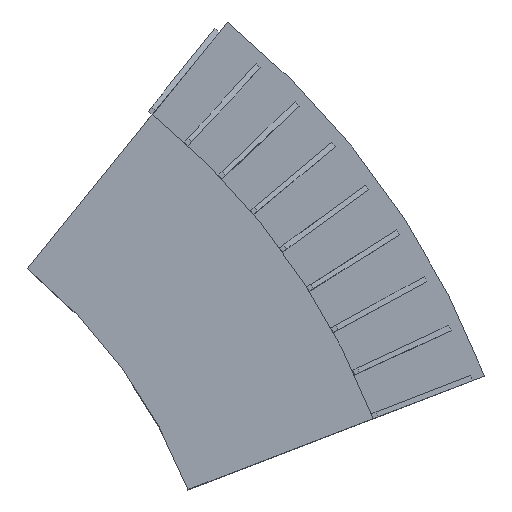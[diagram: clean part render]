
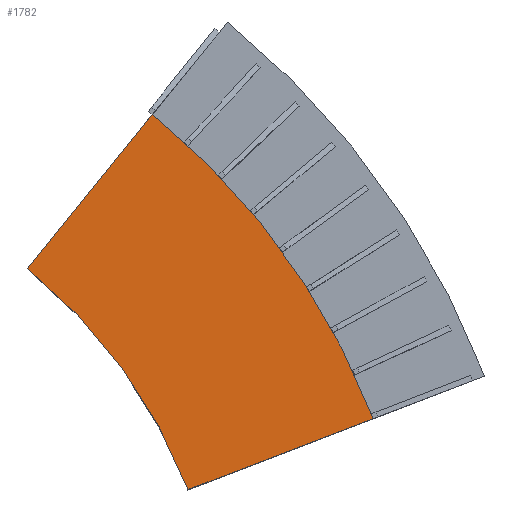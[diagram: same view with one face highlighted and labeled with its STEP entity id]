
A CAD part, top view. The second image highlights one B-rep face of the part: STEP entity #1782.
In plain terms, the highlighted planar face has unit normal (0, 0, 1).
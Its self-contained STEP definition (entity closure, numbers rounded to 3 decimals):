
#1664 = EDGE_CURVE('',#1665,#1667,#1669,.T.);
#1665 = VERTEX_POINT('',#1666);
#1666 = CARTESIAN_POINT('',(2605.856,1000.295,15.625)
  );
#1667 = VERTEX_POINT('',#1668);
#1668 = CARTESIAN_POINT('',(1756.591,2169.209,15.625
    ));
#1669 = SURFACE_CURVE('',#1670,(#1675,#1687),.PCURVE_S1.);
#1670 = CIRCLE('',#1671,2791.25);
#1671 = AXIS2_PLACEMENT_3D('',#1672,#1673,#1674);
#1672 = CARTESIAN_POINT('',(0.,0.,15.625));
#1673 = DIRECTION('',(0.,-0.,1.));
#1674 = DIRECTION('',(0.934,0.358,0.));
#1675 = PCURVE('',#1676,#1681);
#1676 = CYLINDRICAL_SURFACE('',#1677,2791.25);
#1677 = AXIS2_PLACEMENT_3D('',#1678,#1679,#1680);
#1678 = CARTESIAN_POINT('',(0.,0.,-15.625));
#1679 = DIRECTION('',(0.,0.,1.));
#1680 = DIRECTION('',(0.934,0.358,0.));
#1681 = DEFINITIONAL_REPRESENTATION('',(#1682),#1686);
#1682 = LINE('',#1683,#1684);
#1683 = CARTESIAN_POINT('',(0.,31.25));
#1684 = VECTOR('',#1685,1.);
#1685 = DIRECTION('',(1.,0.));
#1686 = ( GEOMETRIC_REPRESENTATION_CONTEXT(2) 
PARAMETRIC_REPRESENTATION_CONTEXT() REPRESENTATION_CONTEXT('2D SPACE',''
  ) );
#1687 = PCURVE('',#1688,#1693);
#1688 = PLANE('',#1689);
#1689 = AXIS2_PLACEMENT_3D('',#1690,#1691,#1692);
#1690 = CARTESIAN_POINT('',(0.,0.,15.625));
#1691 = DIRECTION('',(0.,0.,1.));
#1692 = DIRECTION('',(0.934,0.358,0.));
#1693 = DEFINITIONAL_REPRESENTATION('',(#1694),#1698);
#1694 = CIRCLE('',#1695,2791.25);
#1695 = AXIS2_PLACEMENT_2D('',#1696,#1697);
#1696 = CARTESIAN_POINT('',(0.,0.));
#1697 = DIRECTION('',(1.,0.));
#1698 = ( GEOMETRIC_REPRESENTATION_CONTEXT(2) 
PARAMETRIC_REPRESENTATION_CONTEXT() REPRESENTATION_CONTEXT('2D SPACE',''
  ) );
#1716 = PLANE('',#1717);
#1717 = AXIS2_PLACEMENT_3D('',#1718,#1719,#1720);
#1718 = CARTESIAN_POINT('',(0.,0.,-15.625));
#1719 = DIRECTION('',(0.358,-0.934,0.));
#1720 = DIRECTION('',(0.934,0.358,0.));
#1771 = PLANE('',#1772);
#1772 = AXIS2_PLACEMENT_3D('',#1773,#1774,#1775);
#1773 = CARTESIAN_POINT('',(0.,0.,-15.625));
#1774 = DIRECTION('',(0.777,-0.629,0.));
#1775 = DIRECTION('',(0.629,0.777,0.));
#1782 = ADVANCED_FACE('',(#1783),#1688,.T.);
#1783 = FACE_BOUND('',#1784,.T.);
#1784 = EDGE_LOOP('',(#1785,#1786,#1809,#1838));
#1785 = ORIENTED_EDGE('',*,*,#1664,.T.);
#1786 = ORIENTED_EDGE('',*,*,#1787,.F.);
#1787 = EDGE_CURVE('',#1788,#1667,#1790,.T.);
#1788 = VERTEX_POINT('',#1789);
#1789 = CARTESIAN_POINT('',(1276.734,1576.635,15.625
    ));
#1790 = SURFACE_CURVE('',#1791,(#1795,#1802),.PCURVE_S1.);
#1791 = LINE('',#1792,#1793);
#1792 = CARTESIAN_POINT('',(0.,0.,15.625));
#1793 = VECTOR('',#1794,1.);
#1794 = DIRECTION('',(0.629,0.777,0.));
#1795 = PCURVE('',#1688,#1796);
#1796 = DEFINITIONAL_REPRESENTATION('',(#1797),#1801);
#1797 = LINE('',#1798,#1799);
#1798 = CARTESIAN_POINT('',(0.,0.));
#1799 = VECTOR('',#1800,1.);
#1800 = DIRECTION('',(0.866,0.5));
#1801 = ( GEOMETRIC_REPRESENTATION_CONTEXT(2) 
PARAMETRIC_REPRESENTATION_CONTEXT() REPRESENTATION_CONTEXT('2D SPACE',''
  ) );
#1802 = PCURVE('',#1771,#1803);
#1803 = DEFINITIONAL_REPRESENTATION('',(#1804),#1808);
#1804 = LINE('',#1805,#1806);
#1805 = CARTESIAN_POINT('',(0.,31.25));
#1806 = VECTOR('',#1807,1.);
#1807 = DIRECTION('',(1.,0.));
#1808 = ( GEOMETRIC_REPRESENTATION_CONTEXT(2) 
PARAMETRIC_REPRESENTATION_CONTEXT() REPRESENTATION_CONTEXT('2D SPACE',''
  ) );
#1809 = ORIENTED_EDGE('',*,*,#1810,.F.);
#1810 = EDGE_CURVE('',#1811,#1788,#1813,.T.);
#1811 = VERTEX_POINT('',#1812);
#1812 = CARTESIAN_POINT('',(1894.001,727.039,15.625));
#1813 = SURFACE_CURVE('',#1814,(#1819,#1826),.PCURVE_S1.);
#1814 = CIRCLE('',#1815,2028.75);
#1815 = AXIS2_PLACEMENT_3D('',#1816,#1817,#1818);
#1816 = CARTESIAN_POINT('',(0.,0.,15.625));
#1817 = DIRECTION('',(0.,0.,1.));
#1818 = DIRECTION('',(1.,0.,0.));
#1819 = PCURVE('',#1688,#1820);
#1820 = DEFINITIONAL_REPRESENTATION('',(#1821),#1825);
#1821 = CIRCLE('',#1822,2028.75);
#1822 = AXIS2_PLACEMENT_2D('',#1823,#1824);
#1823 = CARTESIAN_POINT('',(0.,0.));
#1824 = DIRECTION('',(0.934,-0.358));
#1825 = ( GEOMETRIC_REPRESENTATION_CONTEXT(2) 
PARAMETRIC_REPRESENTATION_CONTEXT() REPRESENTATION_CONTEXT('2D SPACE',''
  ) );
#1826 = PCURVE('',#1827,#1832);
#1827 = CYLINDRICAL_SURFACE('',#1828,2028.75);
#1828 = AXIS2_PLACEMENT_3D('',#1829,#1830,#1831);
#1829 = CARTESIAN_POINT('',(0.,0.,-15.625));
#1830 = DIRECTION('',(0.,0.,1.));
#1831 = DIRECTION('',(1.,0.,0.));
#1832 = DEFINITIONAL_REPRESENTATION('',(#1833),#1837);
#1833 = LINE('',#1834,#1835);
#1834 = CARTESIAN_POINT('',(0.,31.25));
#1835 = VECTOR('',#1836,1.);
#1836 = DIRECTION('',(1.,0.));
#1837 = ( GEOMETRIC_REPRESENTATION_CONTEXT(2) 
PARAMETRIC_REPRESENTATION_CONTEXT() REPRESENTATION_CONTEXT('2D SPACE',''
  ) );
#1838 = ORIENTED_EDGE('',*,*,#1839,.T.);
#1839 = EDGE_CURVE('',#1811,#1665,#1840,.T.);
#1840 = SURFACE_CURVE('',#1841,(#1845,#1852),.PCURVE_S1.);
#1841 = LINE('',#1842,#1843);
#1842 = CARTESIAN_POINT('',(0.,0.,15.625));
#1843 = VECTOR('',#1844,1.);
#1844 = DIRECTION('',(0.934,0.358,0.));
#1845 = PCURVE('',#1688,#1846);
#1846 = DEFINITIONAL_REPRESENTATION('',(#1847),#1851);
#1847 = LINE('',#1848,#1849);
#1848 = CARTESIAN_POINT('',(0.,0.));
#1849 = VECTOR('',#1850,1.);
#1850 = DIRECTION('',(1.,0.));
#1851 = ( GEOMETRIC_REPRESENTATION_CONTEXT(2) 
PARAMETRIC_REPRESENTATION_CONTEXT() REPRESENTATION_CONTEXT('2D SPACE',''
  ) );
#1852 = PCURVE('',#1716,#1853);
#1853 = DEFINITIONAL_REPRESENTATION('',(#1854),#1858);
#1854 = LINE('',#1855,#1856);
#1855 = CARTESIAN_POINT('',(0.,31.25));
#1856 = VECTOR('',#1857,1.);
#1857 = DIRECTION('',(1.,0.));
#1858 = ( GEOMETRIC_REPRESENTATION_CONTEXT(2) 
PARAMETRIC_REPRESENTATION_CONTEXT() REPRESENTATION_CONTEXT('2D SPACE',''
  ) );
